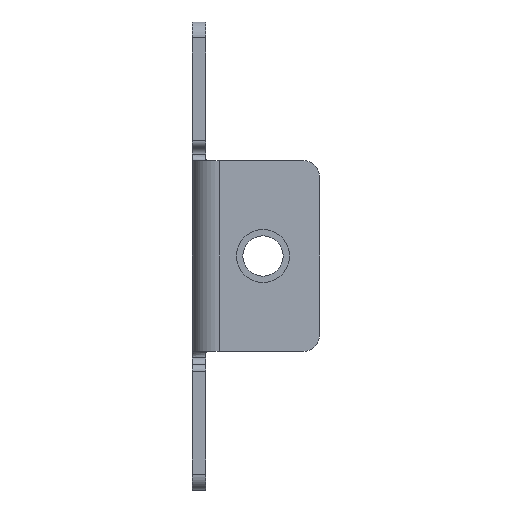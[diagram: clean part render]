
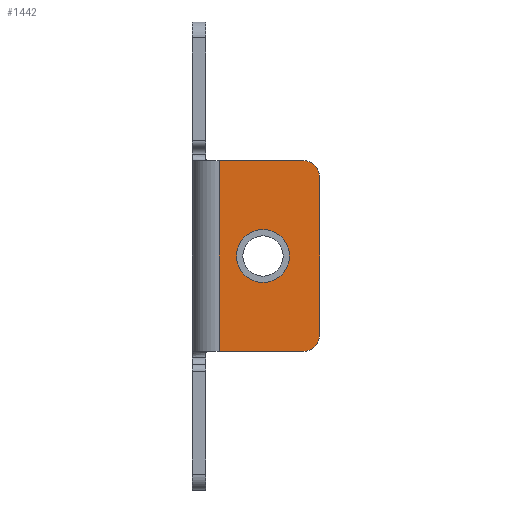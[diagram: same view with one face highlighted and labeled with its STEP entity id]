
A CAD part, front view. The second image highlights one B-rep face of the part: STEP entity #1442.
In plain terms, the highlighted planar face has unit normal (0, -1, 0).
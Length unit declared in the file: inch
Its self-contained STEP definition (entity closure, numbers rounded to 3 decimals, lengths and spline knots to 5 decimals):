
#450=DIRECTION('',(0.,0.,-1.));
#451=VECTOR('',#450,2.3622);
#452=CARTESIAN_POINT('',(0.16535,0.,1.1811));
#453=LINE('',#452,#451);
#511=CARTESIAN_POINT('',(1.2126,0.,-0.98425));
#512=DIRECTION('',(0.,-1.,0.));
#513=DIRECTION('',(0.,0.,-1.));
#514=AXIS2_PLACEMENT_3D('',#511,#512,#513);
#516=DIRECTION('',(1.,0.,0.));
#517=VECTOR('',#516,1.04724);
#518=CARTESIAN_POINT('',(0.16535,0.,-1.1811));
#519=LINE('',#518,#517);
#520=DIRECTION('',(-1.,0.,0.));
#521=VECTOR('',#520,1.04724);
#522=CARTESIAN_POINT('',(1.2126,0.,1.1811));
#523=LINE('',#522,#521);
#524=CARTESIAN_POINT('',(1.2126,0.,0.98425));
#525=DIRECTION('',(0.,-1.,0.));
#526=DIRECTION('',(1.,0.,0.));
#527=AXIS2_PLACEMENT_3D('',#524,#525,#526);
#529=DIRECTION('',(0.,0.,1.));
#530=VECTOR('',#529,1.9685);
#531=CARTESIAN_POINT('',(1.40945,0.,-0.98425));
#532=LINE('',#531,#530);
#533=CARTESIAN_POINT('',(0.70866,0.,0.));
#534=DIRECTION('',(0.,-1.,0.));
#535=DIRECTION('',(-1.,0.,0.));
#536=AXIS2_PLACEMENT_3D('',#533,#534,#535);
#538=CARTESIAN_POINT('',(0.70866,0.,0.));
#539=DIRECTION('',(0.,-1.,0.));
#540=DIRECTION('',(1.,0.,0.));
#541=AXIS2_PLACEMENT_3D('',#538,#539,#540);
#763=CARTESIAN_POINT('',(0.16535,0.,1.1811));
#764=CARTESIAN_POINT('',(0.16535,0.,-1.1811));
#765=VERTEX_POINT('',#763);
#766=VERTEX_POINT('',#764);
#847=CARTESIAN_POINT('',(1.2126,0.,-1.1811));
#848=VERTEX_POINT('',#847);
#849=CARTESIAN_POINT('',(1.40945,0.,-0.98425));
#850=VERTEX_POINT('',#849);
#855=CARTESIAN_POINT('',(1.40945,0.,0.98425));
#856=VERTEX_POINT('',#855);
#857=CARTESIAN_POINT('',(1.2126,0.,1.1811));
#858=VERTEX_POINT('',#857);
#923=CARTESIAN_POINT('',(0.3811,0.,0.));
#924=CARTESIAN_POINT('',(1.03622,0.,0.));
#925=VERTEX_POINT('',#923);
#926=VERTEX_POINT('',#924);
#1421=CARTESIAN_POINT('',(0.,0.,1.52275));
#1422=DIRECTION('',(0.,-1.,0.));
#1423=DIRECTION('',(0.,0.,-1.));
#1424=AXIS2_PLACEMENT_3D('',#1421,#1422,#1423);
#1425=PLANE('',#1424);
#1426=ORIENTED_EDGE('',*,*,#1377,.F.);
#1427=ORIENTED_EDGE('',*,*,#1364,.F.);
#1428=ORIENTED_EDGE('',*,*,#1321,.F.);
#1430=ORIENTED_EDGE('',*,*,#1429,.F.);
#1432=ORIENTED_EDGE('',*,*,#1431,.F.);
#1433=ORIENTED_EDGE('',*,*,#1413,.F.);
#1434=EDGE_LOOP('',(#1426,#1427,#1428,#1430,#1432,#1433));
#1435=FACE_OUTER_BOUND('',#1434,.F.);
#1437=ORIENTED_EDGE('',*,*,#1436,.T.);
#1439=ORIENTED_EDGE('',*,*,#1438,.T.);
#1440=EDGE_LOOP('',(#1437,#1439));
#1441=FACE_BOUND('',#1440,.F.);
#1442=ADVANCED_FACE('',(#1435,#1441),#1425,.T.);
#515=CIRCLE('',#514,0.19685);
#528=CIRCLE('',#527,0.19685);
#537=CIRCLE('',#536,0.32756);
#542=CIRCLE('',#541,0.32756);
#1321=EDGE_CURVE('',#765,#766,#453,.T.);
#1364=EDGE_CURVE('',#766,#848,#519,.T.);
#1377=EDGE_CURVE('',#848,#850,#515,.T.);
#1413=EDGE_CURVE('',#850,#856,#532,.T.);
#1429=EDGE_CURVE('',#858,#765,#523,.T.);
#1431=EDGE_CURVE('',#856,#858,#528,.T.);
#1436=EDGE_CURVE('',#925,#926,#537,.T.);
#1438=EDGE_CURVE('',#926,#925,#542,.T.);
